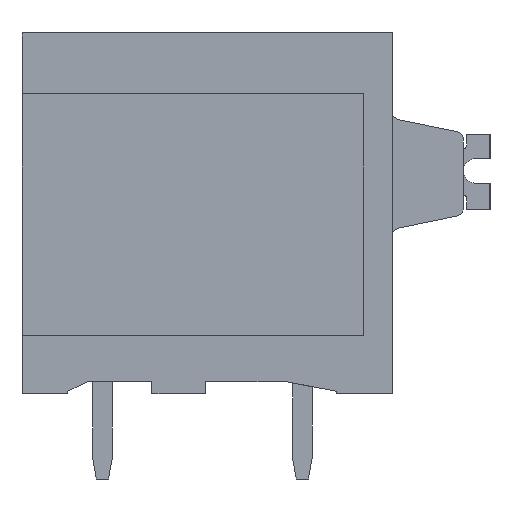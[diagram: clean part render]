
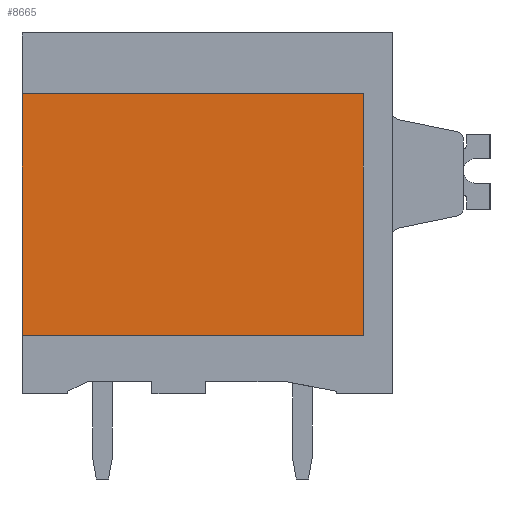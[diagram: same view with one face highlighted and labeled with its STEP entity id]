
A CAD part, left-side view. The second image highlights one B-rep face of the part: STEP entity #8665.
In plain terms, the highlighted planar face has unit normal (-1, 0, 0).
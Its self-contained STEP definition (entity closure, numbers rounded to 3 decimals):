
#3734=AXIS2_PLACEMENT_3D('Plane Axis2P3D',#3731,#3732,#3733) ;
#3731=CARTESIAN_POINT('Axis2P3D Location',(1.1,0.,0.)) ;
#8535=CARTESIAN_POINT('Vertex',(1.1,19.2,5.9)) ;
#8538=CARTESIAN_POINT('Line Origine',(1.1,19.2,10.85)) ;
#8542=CARTESIAN_POINT('Vertex',(1.1,19.2,15.8)) ;
#8615=CARTESIAN_POINT('Vertex',(1.1,5.2,5.9)) ;
#8618=CARTESIAN_POINT('Line Origine',(1.1,12.2,5.9)) ;
#8639=CARTESIAN_POINT('Vertex',(1.1,5.2,15.8)) ;
#8642=CARTESIAN_POINT('Line Origine',(1.1,5.2,10.85)) ;
#8654=CARTESIAN_POINT('Line Origine',(1.1,12.2,15.8)) ;
#3732=DIRECTION('Axis2P3D Direction',(-1.,0.,0.)) ;
#3733=DIRECTION('Axis2P3D XDirection',(0.,-1.,0.)) ;
#8539=DIRECTION('Vector Direction',(0.,0.,1.)) ;
#8619=DIRECTION('Vector Direction',(0.,1.,0.)) ;
#8643=DIRECTION('Vector Direction',(0.,0.,1.)) ;
#8655=DIRECTION('Vector Direction',(0.,1.,0.)) ;
#8540=VECTOR('Line Direction',#8539,1.) ;
#8620=VECTOR('Line Direction',#8619,1.) ;
#8644=VECTOR('Line Direction',#8643,1.) ;
#8656=VECTOR('Line Direction',#8655,1.) ;
#8660=ORIENTED_EDGE('',*,*,#8622,.F.) ;
#8661=ORIENTED_EDGE('',*,*,#8646,.T.) ;
#8662=ORIENTED_EDGE('',*,*,#8658,.T.) ;
#8663=ORIENTED_EDGE('',*,*,#8544,.F.) ;
#8665=ADVANCED_FACE('_LMF 5.00/08/90 3.5SN OR BX 1331770000',(#8664),#3735,.T.) ;
#8544=EDGE_CURVE('',#8536,#8543,#8541,.T.) ;
#8622=EDGE_CURVE('',#8616,#8536,#8621,.T.) ;
#8646=EDGE_CURVE('',#8616,#8640,#8645,.T.) ;
#8658=EDGE_CURVE('',#8640,#8543,#8657,.T.) ;
#8659=EDGE_LOOP('',(#8660,#8661,#8662,#8663)) ;
#8664=FACE_OUTER_BOUND('',#8659,.T.) ;
#8541=LINE('Line',#8538,#8540) ;
#8621=LINE('Line',#8618,#8620) ;
#8645=LINE('Line',#8642,#8644) ;
#8657=LINE('Line',#8654,#8656) ;
#3735=PLANE('',#3734) ;
#8536=VERTEX_POINT('',#8535) ;
#8543=VERTEX_POINT('',#8542) ;
#8616=VERTEX_POINT('',#8615) ;
#8640=VERTEX_POINT('',#8639) ;
